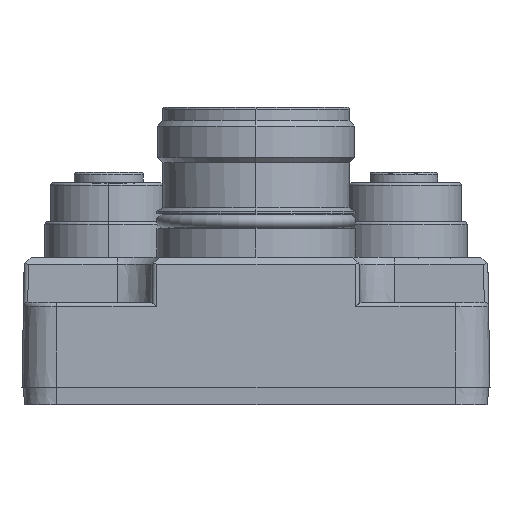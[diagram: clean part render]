
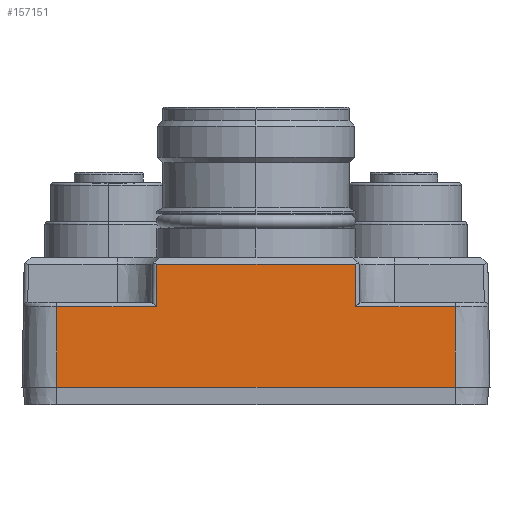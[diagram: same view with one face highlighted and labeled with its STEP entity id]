
A CAD part, left-side view. The second image highlights one B-rep face of the part: STEP entity #157151.
In plain terms, the highlighted planar face has unit normal (-1, 0, 0.018).
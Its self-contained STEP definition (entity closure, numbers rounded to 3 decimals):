
#28588=DIRECTION('',(0.,-1.,0.));
#28589=VECTOR('',#28588,46.);
#28590=CARTESIAN_POINT('',(-76.,23.,2.));
#28591=LINE('',#28590,#28589);
#65431=DIRECTION('',(-0.017,0.,-1.));
#65432=VECTOR('',#65431,9.31);
#65433=CARTESIAN_POINT('',(-75.838,23.,
11.309));
#65434=LINE('',#65433,#65432);
#65440=DIRECTION('',(0.,1.,0.));
#65441=VECTOR('',#65440,11.491);
#65442=CARTESIAN_POINT('',(-75.838,11.509,
11.309));
#65443=LINE('',#65442,#65441);
#65444=DIRECTION('',(-0.017,0.017,-1.));
#65445=VECTOR('',#65444,4.893);
#65446=CARTESIAN_POINT('',(-75.752,11.423,
16.2));
#65447=LINE('',#65446,#65445);
#65448=DIRECTION('',(0.,-1.,0.));
#65449=VECTOR('',#65448,22.847);
#65450=CARTESIAN_POINT('',(-75.752,11.423,
16.2));
#65451=LINE('',#65450,#65449);
#65452=DIRECTION('',(0.017,0.017,1.));
#65453=VECTOR('',#65452,4.893);
#65454=CARTESIAN_POINT('',(-75.838,-11.509,
11.309));
#65455=LINE('',#65454,#65453);
#65456=DIRECTION('',(0.,1.,0.));
#65457=VECTOR('',#65456,11.491);
#65458=CARTESIAN_POINT('',(-75.838,-23.,
11.309));
#65459=LINE('',#65458,#65457);
#65460=DIRECTION('',(-0.017,0.,
-1.));
#65461=VECTOR('',#65460,9.31);
#65462=CARTESIAN_POINT('',(-75.838,-23.,
11.309));
#65463=LINE('',#65462,#65461);
#98521=CARTESIAN_POINT('',(-75.838,23.,11.309));
#98522=VERTEX_POINT('',#98521);
#98525=CARTESIAN_POINT('',(-75.838,11.509,
11.309));
#98526=VERTEX_POINT('',#98525);
#98537=CARTESIAN_POINT('',(-75.838,-23.,11.309));
#98538=VERTEX_POINT('',#98537);
#98543=CARTESIAN_POINT('',(-75.838,-11.509,
11.309));
#98544=VERTEX_POINT('',#98543);
#98547=CARTESIAN_POINT('',(-75.752,-11.423,
16.2));
#98548=VERTEX_POINT('',#98547);
#98587=CARTESIAN_POINT('',(-76.,23.,2.));
#98588=VERTEX_POINT('',#98587);
#98589=CARTESIAN_POINT('',(-76.,-23.,2.));
#98590=VERTEX_POINT('',#98589);
#98593=CARTESIAN_POINT('',(-75.752,11.423,
16.2));
#98594=VERTEX_POINT('',#98593);
#157132=CARTESIAN_POINT('',(-76.,29.129,2.));
#157133=DIRECTION('',(-1.,0.,0.017));
#157134=DIRECTION('',(0.,1.,0.));
#157135=AXIS2_PLACEMENT_3D('',#157132,#157133,#157134);
#157136=PLANE('',#157135);
#157137=ORIENTED_EDGE('',*,*,#157123,.F.);
#157139=ORIENTED_EDGE('',*,*,#157138,.F.);
#157141=ORIENTED_EDGE('',*,*,#157140,.T.);
#157143=ORIENTED_EDGE('',*,*,#157142,.F.);
#157145=ORIENTED_EDGE('',*,*,#157144,.F.);
#157146=ORIENTED_EDGE('',*,*,#129794,.T.);
#157147=ORIENTED_EDGE('',*,*,#129813,.F.);
#157148=ORIENTED_EDGE('',*,*,#157098,.F.);
#157149=EDGE_LOOP('',(#157137,#157139,#157141,#157143,#157145,#157146,#157147,
#157148));
#157150=FACE_OUTER_BOUND('',#157149,.F.);
#129794=EDGE_CURVE('',#98538,#98590,#65463,.T.);
#129813=EDGE_CURVE('',#98588,#98590,#28591,.T.);
#157098=EDGE_CURVE('',#98522,#98588,#65434,.T.);
#157123=EDGE_CURVE('',#98526,#98522,#65443,.T.);
#157138=EDGE_CURVE('',#98594,#98526,#65447,.T.);
#157140=EDGE_CURVE('',#98594,#98548,#65451,.T.);
#157142=EDGE_CURVE('',#98544,#98548,#65455,.T.);
#157144=EDGE_CURVE('',#98538,#98544,#65459,.T.);
#157151=ADVANCED_FACE('',(#157150),#157136,.T.);
